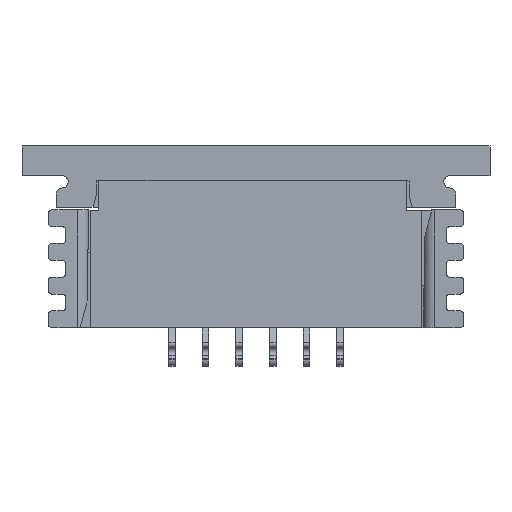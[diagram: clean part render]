
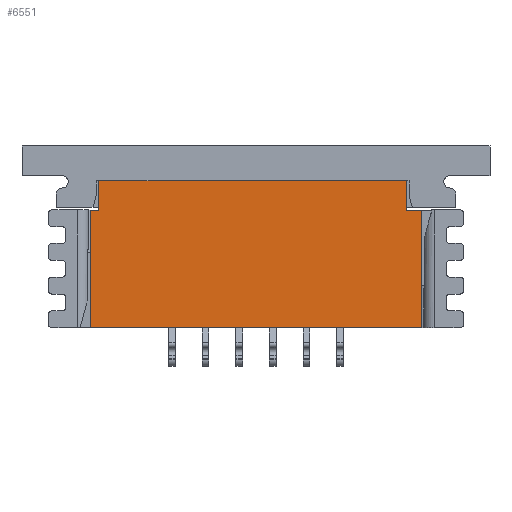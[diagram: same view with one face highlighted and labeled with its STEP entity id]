
A CAD part, front view. The second image highlights one B-rep face of the part: STEP entity #6551.
In plain terms, the highlighted planar face has unit normal (0, -1, 0).
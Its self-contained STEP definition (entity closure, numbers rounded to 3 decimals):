
#2=DIRECTION('',(1.,0.,0.));
#3=VECTOR('',#2,0.26);
#4=CARTESIAN_POINT('',(-4.935,-1.245,-0.87));
#5=LINE('',#4,#3);
#6=DIRECTION('',(1.,0.,0.));
#7=VECTOR('',#6,0.46);
#8=CARTESIAN_POINT('',(4.475,-1.245,-0.87));
#9=LINE('',#8,#7);
#10=DIRECTION('',(0.,0.,1.));
#11=VECTOR('',#10,3.5);
#12=CARTESIAN_POINT('',(4.935,-1.245,-4.37));
#13=LINE('',#12,#11);
#14=DIRECTION('',(-1.,0.,0.));
#15=VECTOR('',#14,9.87);
#16=CARTESIAN_POINT('',(4.935,-1.245,-4.37));
#17=LINE('',#16,#15);
#18=DIRECTION('',(0.,0.,1.));
#19=VECTOR('',#18,3.5);
#20=CARTESIAN_POINT('',(-4.935,-1.245,-4.37));
#21=LINE('',#20,#19);
#2811=DIRECTION('',(0.,0.,1.));
#2812=VECTOR('',#2811,0.87);
#2813=CARTESIAN_POINT('',(4.475,-1.245,-0.87));
#2814=LINE('',#2813,#2812);
#2986=DIRECTION('',(-1.,0.,0.));
#2987=VECTOR('',#2986,9.15);
#2988=CARTESIAN_POINT('',(4.475,-1.245,0.));
#2989=LINE('',#2988,#2987);
#3606=DIRECTION('',(0.,0.,1.));
#3607=VECTOR('',#3606,0.87);
#3608=CARTESIAN_POINT('',(-4.675,-1.245,-0.87));
#3609=LINE('',#3608,#3607);
#4986=CARTESIAN_POINT('',(4.935,-1.245,-4.37));
#4987=CARTESIAN_POINT('',(4.935,-1.245,-0.87));
#4988=VERTEX_POINT('',#4986);
#4989=VERTEX_POINT('',#4987);
#4990=CARTESIAN_POINT('',(-4.935,-1.245,-4.37));
#4991=CARTESIAN_POINT('',(-4.935,-1.245,-0.87));
#4992=VERTEX_POINT('',#4990);
#4993=VERTEX_POINT('',#4991);
#5192=CARTESIAN_POINT('',(4.475,-1.245,-0.87));
#5194=VERTEX_POINT('',#5192);
#5204=CARTESIAN_POINT('',(4.475,-1.245,0.));
#5205=VERTEX_POINT('',#5204);
#5210=CARTESIAN_POINT('',(-4.675,-1.245,-0.87));
#5212=VERTEX_POINT('',#5210);
#5222=CARTESIAN_POINT('',(-4.675,-1.245,0.));
#5223=VERTEX_POINT('',#5222);
#6528=CARTESIAN_POINT('',(0.,-1.245,0.));
#6529=DIRECTION('',(0.,1.,0.));
#6530=DIRECTION('',(1.,0.,0.));
#6531=AXIS2_PLACEMENT_3D('',#6528,#6529,#6530);
#6532=PLANE('',#6531);
#6534=ORIENTED_EDGE('',*,*,#6533,.T.);
#6536=ORIENTED_EDGE('',*,*,#6535,.T.);
#6538=ORIENTED_EDGE('',*,*,#6537,.F.);
#6540=ORIENTED_EDGE('',*,*,#6539,.F.);
#6542=ORIENTED_EDGE('',*,*,#6541,.T.);
#6544=ORIENTED_EDGE('',*,*,#6543,.F.);
#6546=ORIENTED_EDGE('',*,*,#6545,.T.);
#6548=ORIENTED_EDGE('',*,*,#6547,.T.);
#6549=EDGE_LOOP('',(#6534,#6536,#6538,#6540,#6542,#6544,#6546,#6548));
#6550=FACE_OUTER_BOUND('',#6549,.F.);
#6533=EDGE_CURVE('',#4993,#5212,#5,.T.);
#6535=EDGE_CURVE('',#5212,#5223,#3609,.T.);
#6537=EDGE_CURVE('',#5205,#5223,#2989,.T.);
#6539=EDGE_CURVE('',#5194,#5205,#2814,.T.);
#6541=EDGE_CURVE('',#5194,#4989,#9,.T.);
#6543=EDGE_CURVE('',#4988,#4989,#13,.T.);
#6545=EDGE_CURVE('',#4988,#4992,#17,.T.);
#6547=EDGE_CURVE('',#4992,#4993,#21,.T.);
#6551=ADVANCED_FACE('',(#6550),#6532,.F.);
